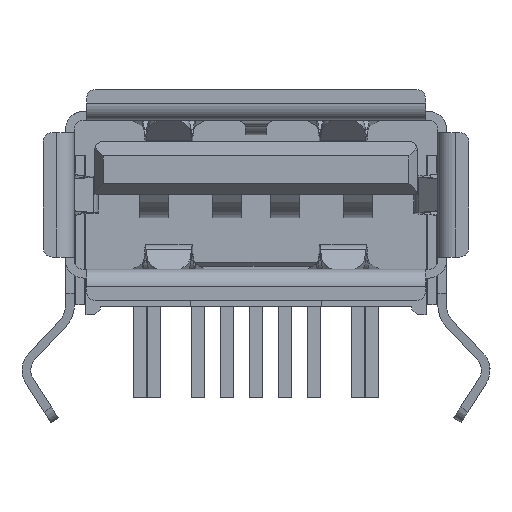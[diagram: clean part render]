
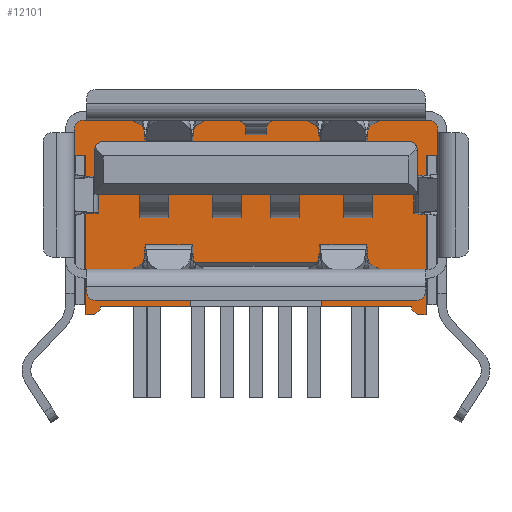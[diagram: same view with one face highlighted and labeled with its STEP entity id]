
A CAD part, front view. The second image highlights one B-rep face of the part: STEP entity #12101.
In plain terms, the highlighted planar face has unit normal (0, -1, 0).
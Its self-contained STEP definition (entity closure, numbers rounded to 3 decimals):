
#11516=CARTESIAN_POINT('',(-2.25,-4.15,1.82));
#11517=VERTEX_POINT('',#11516);
#11524=CARTESIAN_POINT('',(-2.25,-4.15,0.3));
#11525=VERTEX_POINT('',#11524);
#11526=CARTESIAN_POINT('',(-2.25,-4.15,0.3));
#11527=DIRECTION('',(0.0,0.0,1.0));
#11528=VECTOR('',#11527,1.52);
#11529=LINE('',#11526,#11528);
#11530=EDGE_CURVE('',#11525,#11517,#11529,.T.);
#11558=CARTESIAN_POINT('',(-6.25,-4.15,6.39));
#11559=VERTEX_POINT('',#11558);
#11566=CARTESIAN_POINT('',(-5.95,-4.15,6.69));
#11567=VERTEX_POINT('',#11566);
#11568=CARTESIAN_POINT('',(-5.95,-4.15,6.39));
#11569=DIRECTION('',(0.,-1.0,0.));
#11570=DIRECTION('',(-0.707,0.,0.707));
#11571=AXIS2_PLACEMENT_3D('',#11568,#11569,#11570);
#11572=CIRCLE('',#11571,0.3);
#11573=EDGE_CURVE('',#11567,#11559,#11572,.T.);
#11597=CARTESIAN_POINT('',(-6.25,-4.15,5.49));
#11598=VERTEX_POINT('',#11597);
#11605=CARTESIAN_POINT('',(-6.25,-4.15,6.39));
#11606=DIRECTION('',(0.0,0.0,-1.0));
#11607=VECTOR('',#11606,0.9);
#11608=LINE('',#11605,#11607);
#11609=EDGE_CURVE('',#11559,#11598,#11608,.T.);
#11628=CARTESIAN_POINT('',(-5.85,-4.15,5.49));
#11629=VERTEX_POINT('',#11628);
#11636=CARTESIAN_POINT('',(-6.25,-4.15,5.49));
#11637=DIRECTION('',(1.0,0.0,0.0));
#11638=VECTOR('',#11637,0.4);
#11639=LINE('',#11636,#11638);
#11640=EDGE_CURVE('',#11598,#11629,#11639,.T.);
#11659=CARTESIAN_POINT('',(-5.85,-4.15,0.));
#11660=VERTEX_POINT('',#11659);
#11667=CARTESIAN_POINT('',(-5.85,-4.15,5.49));
#11668=DIRECTION('',(0.0,0.0,-1.0));
#11669=VECTOR('',#11668,5.49);
#11670=LINE('',#11667,#11669);
#11671=EDGE_CURVE('',#11629,#11660,#11670,.T.);
#11690=CARTESIAN_POINT('',(-5.55,-4.15,0.));
#11691=VERTEX_POINT('',#11690);
#11698=CARTESIAN_POINT('',(-5.85,-4.15,0.));
#11699=DIRECTION('',(1.0,0.0,0.0));
#11700=VECTOR('',#11699,0.3);
#11701=LINE('',#11698,#11700);
#11702=EDGE_CURVE('',#11660,#11691,#11701,.T.);
#11721=CARTESIAN_POINT('',(-5.35,-4.15,0.2));
#11722=VERTEX_POINT('',#11721);
#11729=CARTESIAN_POINT('',(-5.55,-4.15,0.));
#11730=DIRECTION('',(0.707,0.0,0.707));
#11731=VECTOR('',#11730,0.283);
#11732=LINE('',#11729,#11731);
#11733=EDGE_CURVE('',#11691,#11722,#11732,.T.);
#11752=CARTESIAN_POINT('',(-5.35,-4.15,0.3));
#11753=VERTEX_POINT('',#11752);
#11760=CARTESIAN_POINT('',(-5.35,-4.15,0.2));
#11761=DIRECTION('',(0.0,0.0,1.0));
#11762=VECTOR('',#11761,0.1);
#11763=LINE('',#11760,#11762);
#11764=EDGE_CURVE('',#11722,#11753,#11763,.T.);
#11784=CARTESIAN_POINT('',(2.25,-4.15,0.3));
#11785=VERTEX_POINT('',#11784);
#11792=CARTESIAN_POINT('',(2.25,-4.15,1.82));
#11793=VERTEX_POINT('',#11792);
#11794=CARTESIAN_POINT('',(2.25,-4.15,1.82));
#11795=DIRECTION('',(0.0,0.0,-1.0));
#11796=VECTOR('',#11795,1.52);
#11797=LINE('',#11794,#11796);
#11798=EDGE_CURVE('',#11793,#11785,#11797,.T.);
#11824=CARTESIAN_POINT('',(5.35,-4.15,0.2));
#11825=VERTEX_POINT('',#11824);
#11832=CARTESIAN_POINT('',(5.35,-4.15,0.3));
#11833=VERTEX_POINT('',#11832);
#11834=CARTESIAN_POINT('',(5.35,-4.15,0.3));
#11835=DIRECTION('',(0.,0.0,-1.0));
#11836=VECTOR('',#11835,0.1);
#11837=LINE('',#11834,#11836);
#11838=EDGE_CURVE('',#11833,#11825,#11837,.T.);
#11862=CARTESIAN_POINT('',(5.55,-4.15,0.));
#11863=VERTEX_POINT('',#11862);
#11870=CARTESIAN_POINT('',(5.35,-4.15,0.2));
#11871=DIRECTION('',(0.707,0.0,-0.707));
#11872=VECTOR('',#11871,0.283);
#11873=LINE('',#11870,#11872);
#11874=EDGE_CURVE('',#11825,#11863,#11873,.T.);
#11893=CARTESIAN_POINT('',(5.85,-4.15,0.));
#11894=VERTEX_POINT('',#11893);
#11901=CARTESIAN_POINT('',(5.55,-4.15,0.));
#11902=DIRECTION('',(1.0,0.0,0.0));
#11903=VECTOR('',#11902,0.3);
#11904=LINE('',#11901,#11903);
#11905=EDGE_CURVE('',#11863,#11894,#11904,.T.);
#11924=CARTESIAN_POINT('',(5.85,-4.15,5.49));
#11925=VERTEX_POINT('',#11924);
#11932=CARTESIAN_POINT('',(5.85,-4.15,0.));
#11933=DIRECTION('',(0.0,0.0,1.0));
#11934=VECTOR('',#11933,5.49);
#11935=LINE('',#11932,#11934);
#11936=EDGE_CURVE('',#11894,#11925,#11935,.T.);
#11955=CARTESIAN_POINT('',(6.25,-4.15,5.49));
#11956=VERTEX_POINT('',#11955);
#11963=CARTESIAN_POINT('',(5.85,-4.15,5.49));
#11964=DIRECTION('',(1.0,0.0,0.0));
#11965=VECTOR('',#11964,0.4);
#11966=LINE('',#11963,#11965);
#11967=EDGE_CURVE('',#11925,#11956,#11966,.T.);
#11986=CARTESIAN_POINT('',(6.25,-4.15,6.39));
#11987=VERTEX_POINT('',#11986);
#11994=CARTESIAN_POINT('',(6.25,-4.15,5.49));
#11995=DIRECTION('',(0.0,0.0,1.0));
#11996=VECTOR('',#11995,0.9);
#11997=LINE('',#11994,#11996);
#11998=EDGE_CURVE('',#11956,#11987,#11997,.T.);
#12018=CARTESIAN_POINT('',(5.95,-4.15,6.69));
#12019=VERTEX_POINT('',#12018);
#12026=CARTESIAN_POINT('',(5.95,-4.15,6.39));
#12027=DIRECTION('',(0.,-1.0,0.));
#12028=DIRECTION('',(0.707,0.,0.707));
#12029=AXIS2_PLACEMENT_3D('',#12026,#12027,#12028);
#12030=CIRCLE('',#12029,0.3);
#12031=EDGE_CURVE('',#11987,#12019,#12030,.T.);
#12049=CARTESIAN_POINT('',(5.95,-4.15,6.69));
#12050=DIRECTION('',(-1.0,0.0,0.0));
#12051=VECTOR('',#12050,11.9);
#12052=LINE('',#12049,#12051);
#12053=EDGE_CURVE('',#12019,#11567,#12052,.T.);
#12059=CARTESIAN_POINT('',(0.,-4.15,3.477));
#12060=DIRECTION('',(0.0,1.0,0.0));
#12061=DIRECTION('',(0.0,0.0,1.0));
#12062=AXIS2_PLACEMENT_3D('',#12059,#12060,#12061);
#12063=PLANE('',#12062);
#12064=ORIENTED_EDGE('',*,*,#12053,.T.);
#12065=ORIENTED_EDGE('',*,*,#11573,.T.);
#12066=ORIENTED_EDGE('',*,*,#11609,.T.);
#12067=ORIENTED_EDGE('',*,*,#11640,.T.);
#12068=ORIENTED_EDGE('',*,*,#11671,.T.);
#12069=ORIENTED_EDGE('',*,*,#11702,.T.);
#12070=ORIENTED_EDGE('',*,*,#11733,.T.);
#12071=ORIENTED_EDGE('',*,*,#11764,.T.);
#12072=CARTESIAN_POINT('',(-5.35,-4.15,0.3));
#12073=DIRECTION('',(1.0,0.0,0.0));
#12074=VECTOR('',#12073,3.1);
#12075=LINE('',#12072,#12074);
#12076=EDGE_CURVE('',#11753,#11525,#12075,.T.);
#12077=ORIENTED_EDGE('',*,*,#12076,.T.);
#12078=ORIENTED_EDGE('',*,*,#11530,.T.);
#12079=CARTESIAN_POINT('',(-2.25,-4.15,1.82));
#12080=DIRECTION('',(1.0,0.0,0.0));
#12081=VECTOR('',#12080,4.5);
#12082=LINE('',#12079,#12081);
#12083=EDGE_CURVE('',#11517,#11793,#12082,.T.);
#12084=ORIENTED_EDGE('',*,*,#12083,.T.);
#12085=ORIENTED_EDGE('',*,*,#11798,.T.);
#12086=CARTESIAN_POINT('',(2.25,-4.15,0.3));
#12087=DIRECTION('',(1.0,0.0,0.0));
#12088=VECTOR('',#12087,3.1);
#12089=LINE('',#12086,#12088);
#12090=EDGE_CURVE('',#11785,#11833,#12089,.T.);
#12091=ORIENTED_EDGE('',*,*,#12090,.T.);
#12092=ORIENTED_EDGE('',*,*,#11838,.T.);
#12093=ORIENTED_EDGE('',*,*,#11874,.T.);
#12094=ORIENTED_EDGE('',*,*,#11905,.T.);
#12095=ORIENTED_EDGE('',*,*,#11936,.T.);
#12096=ORIENTED_EDGE('',*,*,#11967,.T.);
#12097=ORIENTED_EDGE('',*,*,#11998,.T.);
#12098=ORIENTED_EDGE('',*,*,#12031,.T.);
#12099=EDGE_LOOP('',(#12064,#12065,#12066,#12067,#12068,#12069,#12070,#12071,#12077,#12078,#12084,#12085,#12091,#12092,#12093,#12094,#12095,#12096,#12097,#12098));
#12100=FACE_OUTER_BOUND('',#12099,.T.);
#12101=ADVANCED_FACE('',(#12100),#12063,.F.);
